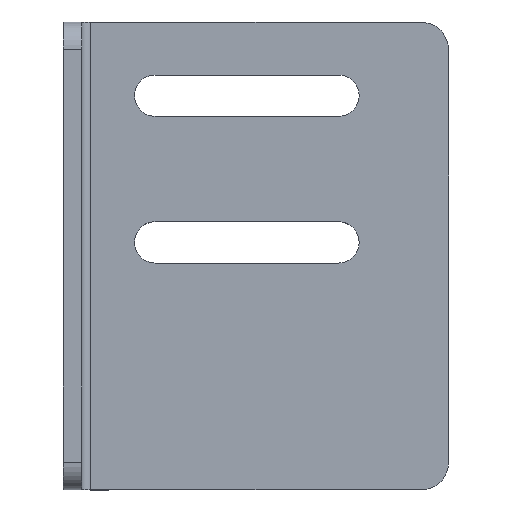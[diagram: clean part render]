
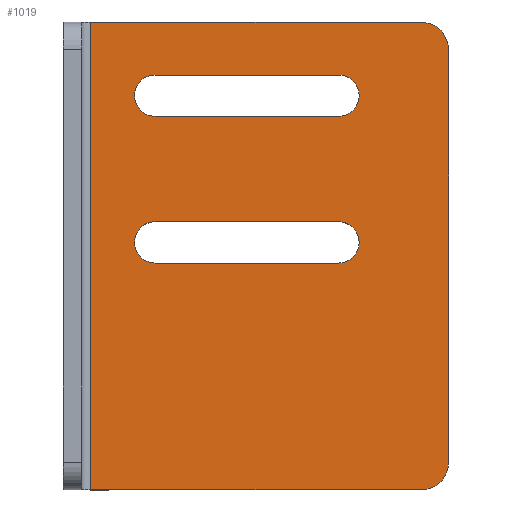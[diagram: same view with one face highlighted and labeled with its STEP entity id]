
A CAD part, top view. The second image highlights one B-rep face of the part: STEP entity #1019.
In plain terms, the highlighted planar face has unit normal (0, 0, 1).
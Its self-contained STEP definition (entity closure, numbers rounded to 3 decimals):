
#5 = ORIENTED_EDGE ( 'NONE', *, *, #282, .F. ) ;
#11 = AXIS2_PLACEMENT_3D ( 'NONE', #1051, #1158, #219 ) ;
#12 = VERTEX_POINT ( 'NONE', #271 ) ;
#46 = LINE ( 'NONE', #717, #168 ) ;
#57 = CARTESIAN_POINT ( 'NONE',  ( 9., 17.5, 2. ) ) ;
#61 = ORIENTED_EDGE ( 'NONE', *, *, #1093, .F. ) ;
#62 = LINE ( 'NONE', #434, #462 ) ;
#66 = CARTESIAN_POINT ( 'NONE',  ( 18., 22.5, 2. ) ) ;
#73 = DIRECTION ( 'NONE',  ( 1., 0., 0. ) ) ;
#74 = ORIENTED_EDGE ( 'NONE', *, *, #1169, .F. ) ;
#84 = DIRECTION ( 'NONE',  ( 0., 0., 1. ) ) ;
#90 = CIRCLE ( 'NONE', #401, 2.25 ) ;
#119 = EDGE_CURVE ( 'NONE', #245, #1182, #46, .T. ) ;
#124 = CARTESIAN_POINT ( 'NONE',  ( -11., -0.75, 2. ) ) ;
#128 = ORIENTED_EDGE ( 'NONE', *, *, #1066, .T. ) ;
#133 = EDGE_CURVE ( 'NONE', #377, #1214, #983, .T. ) ;
#152 = CARTESIAN_POINT ( 'NONE',  ( 21., 25.5, 2. ) ) ;
#158 = DIRECTION ( 'NONE',  ( 0., 0., 1. ) ) ;
#163 = LINE ( 'NONE', #827, #191 ) ;
#168 = VECTOR ( 'NONE', #325, 1000. ) ;
#171 = DIRECTION ( 'NONE',  ( 0., 1., 0. ) ) ;
#176 = LINE ( 'NONE', #152, #1067 ) ;
#182 = DIRECTION ( 'NONE',  ( 1., 0., 0. ) ) ;
#185 = CARTESIAN_POINT ( 'NONE',  ( 9., 1.5, 2. ) ) ;
#191 = VECTOR ( 'NONE', #272, 1000. ) ;
#194 = DIRECTION ( 'NONE',  ( 1., 0., 0. ) ) ;
#201 = CARTESIAN_POINT ( 'NONE',  ( 18., -22.5, 2. ) ) ;
#202 = CARTESIAN_POINT ( 'NONE',  ( -18., -25.5, 2. ) ) ;
#208 = VERTEX_POINT ( 'NONE', #653 ) ;
#219 = DIRECTION ( 'NONE',  ( 1., 0., 0. ) ) ;
#221 = EDGE_CURVE ( 'NONE', #208, #298, #90, .T. ) ;
#234 = CIRCLE ( 'NONE', #252, 3. ) ;
#241 = ORIENTED_EDGE ( 'NONE', *, *, #768, .T. ) ;
#245 = VERTEX_POINT ( 'NONE', #832 ) ;
#246 = FACE_OUTER_BOUND ( 'NONE', #1030, .T. ) ;
#252 = AXIS2_PLACEMENT_3D ( 'NONE', #201, #390, #966 ) ;
#260 = CARTESIAN_POINT ( 'NONE',  ( -18., -25.5, 2. ) ) ;
#262 = ORIENTED_EDGE ( 'NONE', *, *, #1007, .F. ) ;
#266 = DIRECTION ( 'NONE',  ( 1., 0., 0. ) ) ;
#271 = CARTESIAN_POINT ( 'NONE',  ( 21., 22.5, 2. ) ) ;
#272 = DIRECTION ( 'NONE',  ( -1., 0., 0. ) ) ;
#282 = EDGE_CURVE ( 'NONE', #574, #408, #809, .T. ) ;
#283 = LINE ( 'NONE', #563, #934 ) ;
#295 = VERTEX_POINT ( 'NONE', #784 ) ;
#298 = VERTEX_POINT ( 'NONE', #386 ) ;
#316 = EDGE_LOOP ( 'NONE', ( #61, #577, #739, #850, #74 ) ) ;
#325 = DIRECTION ( 'NONE',  ( -1., 0., 0. ) ) ;
#333 = ORIENTED_EDGE ( 'NONE', *, *, #940, .F. ) ;
#345 = AXIS2_PLACEMENT_3D ( 'NONE', #57, #428, #1164 ) ;
#358 = PLANE ( 'NONE',  #611 ) ;
#363 = DIRECTION ( 'NONE',  ( 1., 0., 0. ) ) ;
#377 = VERTEX_POINT ( 'NONE', #202 ) ;
#386 = CARTESIAN_POINT ( 'NONE',  ( 11.25, 1.5, 2. ) ) ;
#390 = DIRECTION ( 'NONE',  ( 0., 0., 1. ) ) ;
#399 = VECTOR ( 'NONE', #813, 1000. ) ;
#401 = AXIS2_PLACEMENT_3D ( 'NONE', #185, #1191, #363 ) ;
#408 = VERTEX_POINT ( 'NONE', #471 ) ;
#416 = EDGE_CURVE ( 'NONE', #408, #208, #590, .T. ) ;
#428 = DIRECTION ( 'NONE',  ( 0., 0., 1. ) ) ;
#434 = CARTESIAN_POINT ( 'NONE',  ( -21., 25.5, 2. ) ) ;
#445 = CARTESIAN_POINT ( 'NONE',  ( 9., 1.5, 2. ) ) ;
#462 = VECTOR ( 'NONE', #919, 1000. ) ;
#464 = AXIS2_PLACEMENT_3D ( 'NONE', #66, #84, #1201 ) ;
#471 = CARTESIAN_POINT ( 'NONE',  ( -11., -0.75, 2. ) ) ;
#483 = ORIENTED_EDGE ( 'NONE', *, *, #644, .T. ) ;
#496 = ORIENTED_EDGE ( 'NONE', *, *, #947, .T. ) ;
#500 = CARTESIAN_POINT ( 'NONE',  ( -11., 15.25, 2. ) ) ;
#522 = AXIS2_PLACEMENT_3D ( 'NONE', #860, #946, #194 ) ;
#526 = DIRECTION ( 'NONE',  ( 0., 1., 0. ) ) ;
#537 = VERTEX_POINT ( 'NONE', #793 ) ;
#548 = EDGE_CURVE ( 'NONE', #295, #688, #891, .T. ) ;
#563 = CARTESIAN_POINT ( 'NONE',  ( -11., 15.25, 2. ) ) ;
#565 = CIRCLE ( 'NONE', #464, 3. ) ;
#570 = CARTESIAN_POINT ( 'NONE',  ( 18., -25.5, 2. ) ) ;
#572 = CARTESIAN_POINT ( 'NONE',  ( 11.25, 17.5, 2. ) ) ;
#574 = VERTEX_POINT ( 'NONE', #1114 ) ;
#577 = ORIENTED_EDGE ( 'NONE', *, *, #119, .F. ) ;
#590 = LINE ( 'NONE', #124, #751 ) ;
#591 = EDGE_LOOP ( 'NONE', ( #5, #262, #333, #1032, #599 ) ) ;
#594 = ORIENTED_EDGE ( 'NONE', *, *, #133, .T. ) ;
#599 = ORIENTED_EDGE ( 'NONE', *, *, #416, .F. ) ;
#611 = AXIS2_PLACEMENT_3D ( 'NONE', #735, #158, #266 ) ;
#612 = CARTESIAN_POINT ( 'NONE',  ( -21., -25.5, 2. ) ) ;
#629 = CIRCLE ( 'NONE', #522, 2.25 ) ;
#644 = EDGE_CURVE ( 'NONE', #844, #1126, #62, .T. ) ;
#650 = FACE_BOUND ( 'NONE', #591, .T. ) ;
#653 = CARTESIAN_POINT ( 'NONE',  ( 9., -0.75, 2. ) ) ;
#665 = CIRCLE ( 'NONE', #833, 2.25 ) ;
#688 = VERTEX_POINT ( 'NONE', #572 ) ;
#689 = CARTESIAN_POINT ( 'NONE',  ( 18., 25.5, 2. ) ) ;
#704 = ORIENTED_EDGE ( 'NONE', *, *, #1035, .F. ) ;
#717 = CARTESIAN_POINT ( 'NONE',  ( -11., 19.75, 2. ) ) ;
#735 = CARTESIAN_POINT ( 'NONE',  ( 0., 0., 2. ) ) ;
#739 = ORIENTED_EDGE ( 'NONE', *, *, #1058, .F. ) ;
#746 = DIRECTION ( 'NONE',  ( 1., 0., 0. ) ) ;
#751 = VECTOR ( 'NONE', #884, 1000. ) ;
#753 = CIRCLE ( 'NONE', #873, 2.25 ) ;
#755 = CARTESIAN_POINT ( 'NONE',  ( -11., 19.75, 2. ) ) ;
#756 = VERTEX_POINT ( 'NONE', #858 ) ;
#768 = EDGE_CURVE ( 'NONE', #1214, #756, #234, .T. ) ;
#784 = CARTESIAN_POINT ( 'NONE',  ( 9., 15.25, 2. ) ) ;
#793 = CARTESIAN_POINT ( 'NONE',  ( 9., 3.75, 2. ) ) ;
#809 = CIRCLE ( 'NONE', #11, 2.25 ) ;
#813 = DIRECTION ( 'NONE',  ( 1., 0., 0. ) ) ;
#822 = FACE_BOUND ( 'NONE', #316, .T. ) ;
#827 = CARTESIAN_POINT ( 'NONE',  ( -11., 3.75, 2. ) ) ;
#829 = VERTEX_POINT ( 'NONE', #500 ) ;
#832 = CARTESIAN_POINT ( 'NONE',  ( 9., 19.75, 2. ) ) ;
#833 = AXIS2_PLACEMENT_3D ( 'NONE', #1206, #1117, #73 ) ;
#844 = VERTEX_POINT ( 'NONE', #689 ) ;
#850 = ORIENTED_EDGE ( 'NONE', *, *, #548, .F. ) ;
#856 = CARTESIAN_POINT ( 'NONE',  ( -18., 25.5, 2. ) ) ;
#858 = CARTESIAN_POINT ( 'NONE',  ( 21., -22.5, 2. ) ) ;
#860 = CARTESIAN_POINT ( 'NONE',  ( -11., 17.5, 2. ) ) ;
#873 = AXIS2_PLACEMENT_3D ( 'NONE', #445, #1111, #746 ) ;
#884 = DIRECTION ( 'NONE',  ( 1., 0., 0. ) ) ;
#891 = CIRCLE ( 'NONE', #345, 2.25 ) ;
#919 = DIRECTION ( 'NONE',  ( -1., 0., 0. ) ) ;
#934 = VECTOR ( 'NONE', #182, 1000. ) ;
#940 = EDGE_CURVE ( 'NONE', #298, #537, #753, .T. ) ;
#946 = DIRECTION ( 'NONE',  ( 0., 0., 1. ) ) ;
#947 = EDGE_CURVE ( 'NONE', #12, #844, #565, .T. ) ;
#966 = DIRECTION ( 'NONE',  ( 1., 0., 0. ) ) ;
#983 = LINE ( 'NONE', #612, #399 ) ;
#1007 = EDGE_CURVE ( 'NONE', #537, #574, #163, .T. ) ;
#1019 = ADVANCED_FACE ( 'NONE', ( #822, #650, #246 ), #358, .T. ) ;
#1030 = EDGE_LOOP ( 'NONE', ( #128, #496, #483, #704, #594, #241 ) ) ;
#1032 = ORIENTED_EDGE ( 'NONE', *, *, #221, .F. ) ;
#1035 = EDGE_CURVE ( 'NONE', #377, #1126, #1105, .T. ) ;
#1046 = VECTOR ( 'NONE', #171, 1000. ) ;
#1051 = CARTESIAN_POINT ( 'NONE',  ( -11., 1.5, 2. ) ) ;
#1058 = EDGE_CURVE ( 'NONE', #688, #245, #665, .T. ) ;
#1066 = EDGE_CURVE ( 'NONE', #756, #12, #176, .T. ) ;
#1067 = VECTOR ( 'NONE', #526, 1000. ) ;
#1093 = EDGE_CURVE ( 'NONE', #1182, #829, #629, .T. ) ;
#1105 = LINE ( 'NONE', #260, #1046 ) ;
#1111 = DIRECTION ( 'NONE',  ( 0., 0., 1. ) ) ;
#1114 = CARTESIAN_POINT ( 'NONE',  ( -11., 3.75, 2. ) ) ;
#1117 = DIRECTION ( 'NONE',  ( 0., 0., 1. ) ) ;
#1126 = VERTEX_POINT ( 'NONE', #856 ) ;
#1158 = DIRECTION ( 'NONE',  ( 0., 0., 1. ) ) ;
#1164 = DIRECTION ( 'NONE',  ( 1., 0., 0. ) ) ;
#1169 = EDGE_CURVE ( 'NONE', #829, #295, #283, .T. ) ;
#1182 = VERTEX_POINT ( 'NONE', #755 ) ;
#1191 = DIRECTION ( 'NONE',  ( 0., 0., 1. ) ) ;
#1201 = DIRECTION ( 'NONE',  ( 1., 0., 0. ) ) ;
#1206 = CARTESIAN_POINT ( 'NONE',  ( 9., 17.5, 2. ) ) ;
#1214 = VERTEX_POINT ( 'NONE', #570 ) ;
